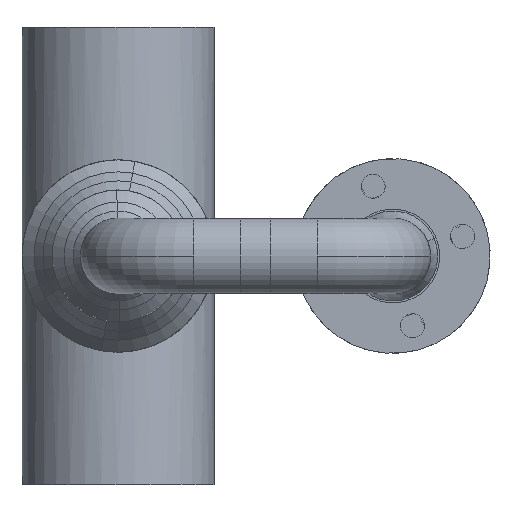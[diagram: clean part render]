
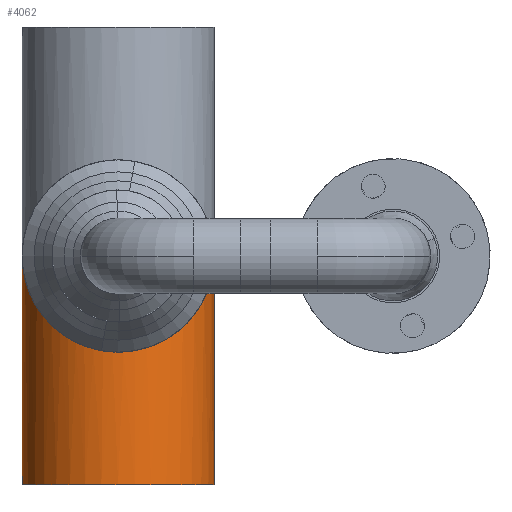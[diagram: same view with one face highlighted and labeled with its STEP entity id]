
A CAD part, front view. The second image highlights one B-rep face of the part: STEP entity #4062.
In plain terms, the highlighted cylindrical face has radius 80.01 mm (diameter 160.02 mm), a partial arc.
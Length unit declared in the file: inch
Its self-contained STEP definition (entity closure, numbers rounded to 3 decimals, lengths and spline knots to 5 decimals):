
#96 = CYLINDRICAL_SURFACE ( 'NONE', #985, 3.15 ) ;
#120 = CARTESIAN_POINT ( 'NONE',  ( 5.28995, 0., 0. ) ) ;
#238 = CARTESIAN_POINT ( 'NONE',  ( -1.01005, 0., 0. ) ) ;
#242 = VERTEX_POINT ( 'NONE', #120 ) ;
#572 = CARTESIAN_POINT ( 'NONE',  ( 5.28995, 0., 0. ) ) ;
#639 = CIRCLE ( 'NONE', #2712, 3.15 ) ;
#659 = CARTESIAN_POINT ( 'NONE',  ( 5.28995, 0., -7.5 ) ) ;
#928 = VERTEX_POINT ( 'NONE', #659 ) ;
#985 = AXIS2_PLACEMENT_3D ( 'NONE', #2118, #2263, #2142 ) ;
#1115 = DIRECTION ( 'NONE',  ( 0., 0., 1. ) ) ;
#1126 = CARTESIAN_POINT ( 'NONE',  ( 5.28995, 0., -7.5 ) ) ;
#1376 = VECTOR ( 'NONE', #3180, 39.37008 ) ;
#1496 = CARTESIAN_POINT ( 'NONE',  ( -1.01005, -6.3, -6.3 ) ) ;
#1864 = DIRECTION ( 'NONE',  ( 1., 0., 0. ) ) ;
#1871 = DIRECTION ( 'NONE',  ( 0., 0., -1. ) ) ;
#1893 = CARTESIAN_POINT ( 'NONE',  ( 2.13995, 0., -7.5 ) ) ;
#2118 = CARTESIAN_POINT ( 'NONE',  ( 2.13995, 0., -7.5 ) ) ;
#2142 = DIRECTION ( 'NONE',  ( -1., 0., 0. ) ) ;
#2263 = DIRECTION ( 'NONE',  ( 0., 0., 1. ) ) ;
#2712 = AXIS2_PLACEMENT_3D ( 'NONE', #1893, #1871, #1864 ) ;
#2759 = FACE_OUTER_BOUND ( 'NONE', #5145, .T. ) ;
#3180 = DIRECTION ( 'NONE',  ( 0., 0., 1. ) ) ;
#3195 = CARTESIAN_POINT ( 'NONE',  ( -1.01005, 0., -7.5 ) ) ;
#3269 = ORIENTED_EDGE ( 'NONE', *, *, #5041, .F. ) ;
#3560 = ORIENTED_EDGE ( 'NONE', *, *, #6350, .T. ) ;
#3792 = ORIENTED_EDGE ( 'NONE', *, *, #5491, .T. ) ;
#3882 = ORIENTED_EDGE ( 'NONE', *, *, #5296, .F. ) ;
#3977 = LINE ( 'NONE', #3195, #1376 ) ;
#4062 = ADVANCED_FACE ( 'NONE', ( #2759 ), #96, .T. ) ;
#4555 = VERTEX_POINT ( 'NONE', #5155 ) ;
#4837 =( BOUNDED_CURVE ( )  B_SPLINE_CURVE ( 3, ( #572, #5829, #1496, #238 ),
 .UNSPECIFIED., .F., .F. ) 
 B_SPLINE_CURVE_WITH_KNOTS ( ( 4, 4 ),
 ( 1.5708, 4.71239 ),
 .UNSPECIFIED. ) 
 CURVE ( )  GEOMETRIC_REPRESENTATION_ITEM ( )  RATIONAL_B_SPLINE_CURVE ( ( 1., 0.333, 0.333, 1. ) ) 
 REPRESENTATION_ITEM ( '' )  );
#4962 = CARTESIAN_POINT ( 'NONE',  ( -1.01005, 0., 0. ) ) ;
#5041 = EDGE_CURVE ( 'NONE', #4555, #5909, #3977, .T. ) ;
#5145 = EDGE_LOOP ( 'NONE', ( #3882, #3792, #3560, #3269 ) ) ;
#5155 = CARTESIAN_POINT ( 'NONE',  ( -1.01005, 0., -7.5 ) ) ;
#5296 = EDGE_CURVE ( 'NONE', #928, #4555, #639, .T. ) ;
#5491 = EDGE_CURVE ( 'NONE', #928, #242, #6219, .T. ) ;
#5829 = CARTESIAN_POINT ( 'NONE',  ( 5.28995, -6.3, -6.3 ) ) ;
#5909 = VERTEX_POINT ( 'NONE', #4962 ) ;
#5932 = VECTOR ( 'NONE', #1115, 39.37008 ) ;
#6219 = LINE ( 'NONE', #1126, #5932 ) ;
#6350 = EDGE_CURVE ( 'NONE', #242, #5909, #4837, .T. ) ;
